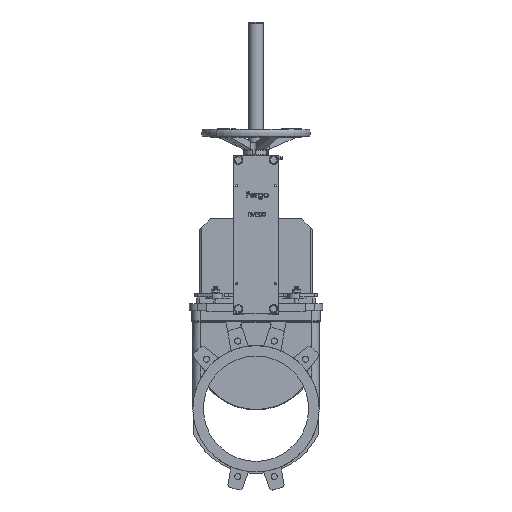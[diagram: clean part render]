
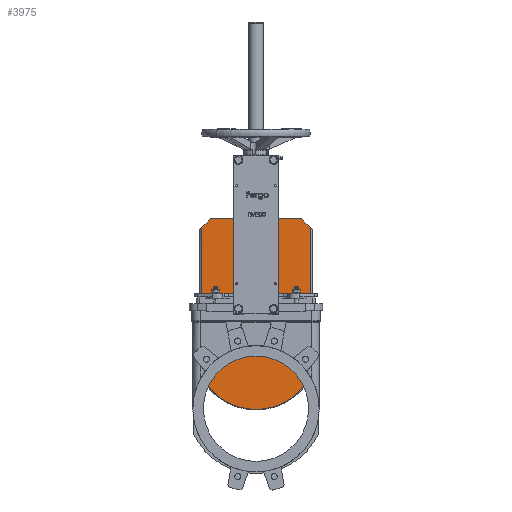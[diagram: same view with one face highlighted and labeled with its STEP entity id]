
A CAD part, top view. The second image highlights one B-rep face of the part: STEP entity #3975.
In plain terms, the highlighted planar face has unit normal (0, 0, 1).
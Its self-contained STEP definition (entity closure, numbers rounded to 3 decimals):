
#736 = DIRECTION ( 'NONE',  ( 0., 1., 0. ) ) ;
#2843 = CARTESIAN_POINT ( 'NONE',  ( -208.967, 635.416, 22.283 ) ) ;
#3975 = ADVANCED_FACE ( 'NONE', ( #29386, #92706, #48007 ), #58326, .T. ) ;
#6205 = CARTESIAN_POINT ( 'NONE',  ( 101.033, 635.416, 22.283 ) ) ;
#6653 = LINE ( 'NONE', #67995, #125085 ) ;
#7026 = VECTOR ( 'NONE', #99069, 1000. ) ;
#7968 = DIRECTION ( 'NONE',  ( 0., 0., 1. ) ) ;
#8256 = AXIS2_PLACEMENT_3D ( 'NONE', #118576, #97835, #64115 ) ;
#10909 = EDGE_LOOP ( 'NONE', ( #17942, #27872 ) ) ;
#14167 = VERTEX_POINT ( 'NONE', #57655 ) ;
#15029 = CARTESIAN_POINT ( 'NONE',  ( 101.033, 630.416, 22.283 ) ) ;
#15175 = DIRECTION ( 'NONE',  ( 0., 0., 1. ) ) ;
#16745 = VERTEX_POINT ( 'NONE', #2843 ) ;
#17942 = ORIENTED_EDGE ( 'NONE', *, *, #133351, .F. ) ;
#22124 = ORIENTED_EDGE ( 'NONE', *, *, #44216, .T. ) ;
#22747 = ORIENTED_EDGE ( 'NONE', *, *, #103187, .T. ) ;
#23083 = CARTESIAN_POINT ( 'NONE',  ( -183.967, 660.416, 22.283 ) ) ;
#24845 = DIRECTION ( 'NONE',  ( 0., 1., 0. ) ) ;
#25796 = VECTOR ( 'NONE', #108307, 1000. ) ;
#26975 = CARTESIAN_POINT ( 'NONE',  ( -53.967, 648.416, 22.283 ) ) ;
#27872 = ORIENTED_EDGE ( 'NONE', *, *, #109683, .F. ) ;
#29221 = DIRECTION ( 'NONE',  ( 0., 1., 0. ) ) ;
#29386 = FACE_BOUND ( 'NONE', #10909, .T. ) ;
#30620 = AXIS2_PLACEMENT_3D ( 'NONE', #47578, #15175, #24845 ) ;
#30991 = ORIENTED_EDGE ( 'NONE', *, *, #68591, .T. ) ;
#31282 = CIRCLE ( 'NONE', #77407, 4. ) ;
#31780 = CIRCLE ( 'NONE', #108726, 4. ) ;
#31886 = CARTESIAN_POINT ( 'NONE',  ( -53.967, 626.416, 22.283 ) ) ;
#33586 = ORIENTED_EDGE ( 'NONE', *, *, #102572, .T. ) ;
#33928 = LINE ( 'NONE', #56636, #25796 ) ;
#34441 = CARTESIAN_POINT ( 'NONE',  ( -208.967, 209.466, 22.283 ) ) ;
#38094 = VECTOR ( 'NONE', #114942, 1000. ) ;
#38890 = DIRECTION ( 'NONE',  ( 0., 0., 1. ) ) ;
#38930 = CARTESIAN_POINT ( 'NONE',  ( 101.033, 209.466, 22.283 ) ) ;
#42194 = DIRECTION ( 'NONE',  ( 0., 1., 0. ) ) ;
#44216 = EDGE_CURVE ( 'NONE', #59280, #94781, #114182, .T. ) ;
#44362 = CIRCLE ( 'NONE', #116954, 4. ) ;
#44432 = ORIENTED_EDGE ( 'NONE', *, *, #57166, .F. ) ;
#47578 = CARTESIAN_POINT ( 'NONE',  ( -53.967, 292.416, 22.283 ) ) ;
#47864 = AXIS2_PLACEMENT_3D ( 'NONE', #59022, #7968, #113410 ) ;
#48007 = FACE_OUTER_BOUND ( 'NONE', #133607, .T. ) ;
#51826 = DIRECTION ( 'NONE',  ( 0., 0., 1. ) ) ;
#52471 = CARTESIAN_POINT ( 'NONE',  ( -53.967, 648.416, 22.283 ) ) ;
#56636 = CARTESIAN_POINT ( 'NONE',  ( 76.033, 660.416, 22.283 ) ) ;
#57166 = EDGE_CURVE ( 'NONE', #130095, #64010, #31282, .T. ) ;
#57394 = EDGE_CURVE ( 'NONE', #94781, #113096, #118428, .T. ) ;
#57655 = CARTESIAN_POINT ( 'NONE',  ( -53.967, 644.416, 22.283 ) ) ;
#58326 = PLANE ( 'NONE',  #47864 ) ;
#59022 = CARTESIAN_POINT ( 'NONE',  ( -53.967, 292.416, 22.283 ) ) ;
#59280 = VERTEX_POINT ( 'NONE', #126494 ) ;
#59739 = CARTESIAN_POINT ( 'NONE',  ( -53.967, 634.416, 22.283 ) ) ;
#61628 = DIRECTION ( 'NONE',  ( 0., -1., 0. ) ) ;
#62283 = LINE ( 'NONE', #102957, #92063 ) ;
#63328 = CARTESIAN_POINT ( 'NONE',  ( 76.033, 660.416, 22.283 ) ) ;
#64010 = VERTEX_POINT ( 'NONE', #59739 ) ;
#64115 = DIRECTION ( 'NONE',  ( 0., 1., 0. ) ) ;
#67995 = CARTESIAN_POINT ( 'NONE',  ( -183.967, 660.416, 22.283 ) ) ;
#68100 = VERTEX_POINT ( 'NONE', #128511 ) ;
#68591 = EDGE_CURVE ( 'NONE', #110814, #124076, #33928, .T. ) ;
#71699 = DIRECTION ( 'NONE',  ( 0., 1., 0. ) ) ;
#71872 = EDGE_LOOP ( 'NONE', ( #98356, #44432 ) ) ;
#72872 = CARTESIAN_POINT ( 'NONE',  ( 76.033, 660.416, 22.283 ) ) ;
#77407 = AXIS2_PLACEMENT_3D ( 'NONE', #133915, #51826, #42194 ) ;
#83322 = ORIENTED_EDGE ( 'NONE', *, *, #57394, .T. ) ;
#86571 = LINE ( 'NONE', #72872, #38094 ) ;
#91646 = ORIENTED_EDGE ( 'NONE', *, *, #102111, .T. ) ;
#92063 = VECTOR ( 'NONE', #61628, 1000. ) ;
#92706 = FACE_BOUND ( 'NONE', #71872, .T. ) ;
#94458 = DIRECTION ( 'NONE',  ( 0., 0., 1. ) ) ;
#94781 = VERTEX_POINT ( 'NONE', #38930 ) ;
#97835 = DIRECTION ( 'NONE',  ( 0., 0., 1. ) ) ;
#98356 = ORIENTED_EDGE ( 'NONE', *, *, #122962, .F. ) ;
#99069 = DIRECTION ( 'NONE',  ( 0., 1., 0. ) ) ;
#102111 = EDGE_CURVE ( 'NONE', #117853, #59280, #109497, .T. ) ;
#102572 = EDGE_CURVE ( 'NONE', #124076, #16745, #6653, .T. ) ;
#102617 = ORIENTED_EDGE ( 'NONE', *, *, #129499, .T. ) ;
#102957 = CARTESIAN_POINT ( 'NONE',  ( -208.967, 219.576, 22.283 ) ) ;
#103187 = EDGE_CURVE ( 'NONE', #16745, #117853, #62283, .T. ) ;
#108307 = DIRECTION ( 'NONE',  ( -1., 0., 0. ) ) ;
#108726 = AXIS2_PLACEMENT_3D ( 'NONE', #133299, #38890, #29221 ) ;
#109497 = CIRCLE ( 'NONE', #8256, 175.8 ) ;
#109683 = EDGE_CURVE ( 'NONE', #14167, #68100, #44362, .T. ) ;
#110814 = VERTEX_POINT ( 'NONE', #63328 ) ;
#110827 = CIRCLE ( 'NONE', #135108, 4. ) ;
#113096 = VERTEX_POINT ( 'NONE', #6205 ) ;
#113410 = DIRECTION ( 'NONE',  ( 0., 1., 0. ) ) ;
#114182 = CIRCLE ( 'NONE', #30620, 175.8 ) ;
#114942 = DIRECTION ( 'NONE',  ( -0.707, 0.707, 0. ) ) ;
#116954 = AXIS2_PLACEMENT_3D ( 'NONE', #26975, #133109, #71699 ) ;
#117853 = VERTEX_POINT ( 'NONE', #34441 ) ;
#118428 = LINE ( 'NONE', #15029, #7026 ) ;
#118576 = CARTESIAN_POINT ( 'NONE',  ( -53.967, 292.416, 22.283 ) ) ;
#122962 = EDGE_CURVE ( 'NONE', #64010, #130095, #31780, .T. ) ;
#124076 = VERTEX_POINT ( 'NONE', #23083 ) ;
#125085 = VECTOR ( 'NONE', #132805, 1000. ) ;
#126494 = CARTESIAN_POINT ( 'NONE',  ( -53.967, 116.616, 22.283 ) ) ;
#128511 = CARTESIAN_POINT ( 'NONE',  ( -53.967, 652.416, 22.283 ) ) ;
#129499 = EDGE_CURVE ( 'NONE', #113096, #110814, #86571, .T. ) ;
#130095 = VERTEX_POINT ( 'NONE', #31886 ) ;
#132805 = DIRECTION ( 'NONE',  ( -0.707, -0.707, 0. ) ) ;
#133109 = DIRECTION ( 'NONE',  ( 0., 0., 1. ) ) ;
#133299 = CARTESIAN_POINT ( 'NONE',  ( -53.967, 630.416, 22.283 ) ) ;
#133351 = EDGE_CURVE ( 'NONE', #68100, #14167, #110827, .T. ) ;
#133607 = EDGE_LOOP ( 'NONE', ( #33586, #22747, #91646, #22124, #83322, #102617, #30991 ) ) ;
#133915 = CARTESIAN_POINT ( 'NONE',  ( -53.967, 630.416, 22.283 ) ) ;
#135108 = AXIS2_PLACEMENT_3D ( 'NONE', #52471, #94458, #736 ) ;
